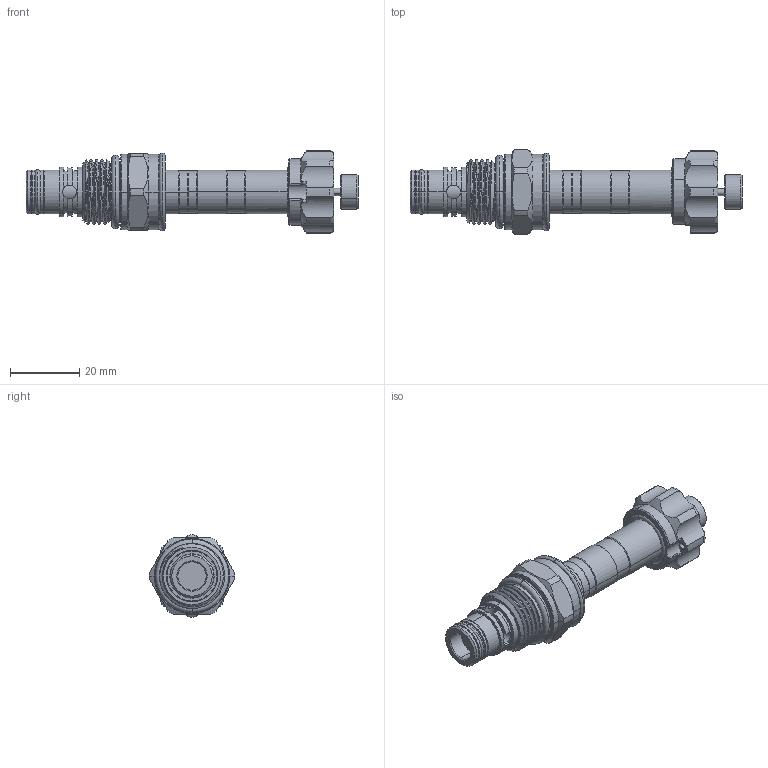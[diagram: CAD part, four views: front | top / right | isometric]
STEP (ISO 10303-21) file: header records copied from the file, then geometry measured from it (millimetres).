
FILE_DESCRIPTION (( 'STEP AP203' ), '1' );
FILE_NAME ('EP08W2A51P04.STEP', '2020-03-31T02:53:50', ( '' ), ( '' ), 'SwSTEP 2.0', 'SolidWorks 2018', '' );
FILE_SCHEMA (( 'CONFIG_CONTROL_DESIGN' ));
Length unit declared in the file: millimetre
Products named in the file (1): EP08W2A51P04
Bounding box: 96.13 x 24.65 x 23.79 mm (x, y, z)
Volume: 19012 mm3; surface area: 8372.4 mm2
Topology: 6 solids, 6 shells, 251 faces, 601 edges, 372 vertices
Faces by surface type: cylinder 120, torus 44, plane 42, cone 40, bspline 5
Entity records: 9636 total; most frequent: CARTESIAN_POINT 3755, DIRECTION 1267, ORIENTED_EDGE 1202, EDGE_CURVE 601, AXIS2_PLACEMENT_3D 545, VERTEX_POINT 372, CIRCLE 298, EDGE_LOOP 273
